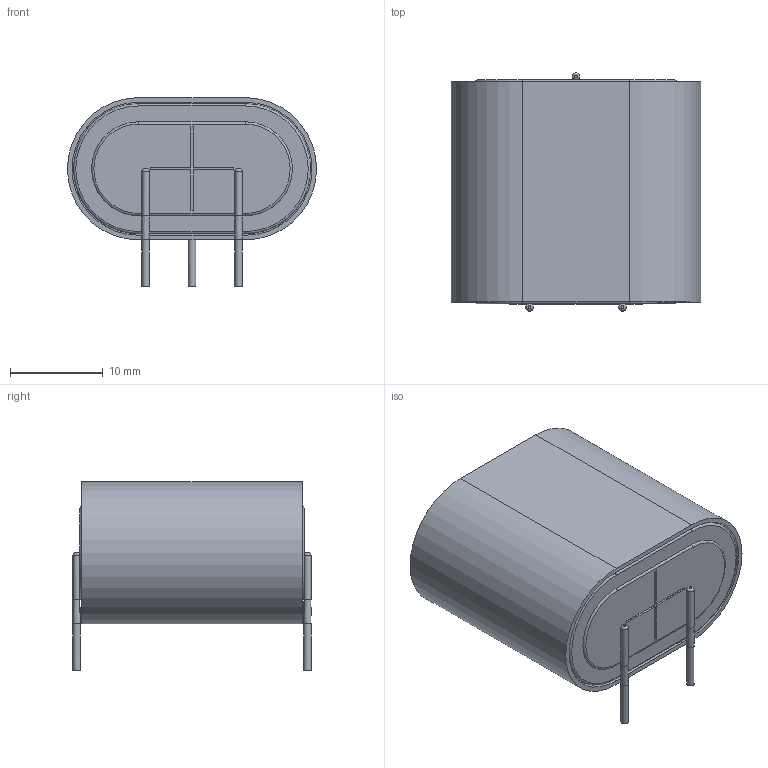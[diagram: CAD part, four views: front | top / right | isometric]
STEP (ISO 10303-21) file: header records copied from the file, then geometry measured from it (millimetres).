
FILE_DESCRIPTION(/* description */ (''),/* implementation_level */ '2;1');
FILE_NAME(/* name */ 'VARTA_Battery.stp',/* time_stamp */ '2020-04-17T12:20:57-04:00',/* author */ ('huesof'),/* organization */ (''),/* preprocessor_version */ 'ST-DEVELOPER v18',/* originating_system */ 'Autodesk Inventor 2020',/* authorisation */ '');
FILE_SCHEMA (('AUTOMOTIVE_DESIGN { 1 0 10303 214 3 1 1 }'));
Length unit declared in the file: millimetre
Products named in the file (1): VARTA_Battery
Bounding box: 26.8 x 25.6 x 20.3 mm (x, y, z)
Volume: 5183.4 mm3; surface area: 7726.4 mm2
Topology: 7 solids, 7 shells, 97 faces, 232 edges, 154 vertices
Faces by surface type: plane 50, cylinder 30, bspline 9, torus 8
Full cylindrical faces by diameter (mm): 0.8 x3
Entity records: 3215 total; most frequent: CARTESIAN_POINT 807, DIRECTION 506, ORIENTED_EDGE 464, EDGE_CURVE 232, AXIS2_PLACEMENT_3D 188, VERTEX_POINT 154, LINE 130, VECTOR 130
